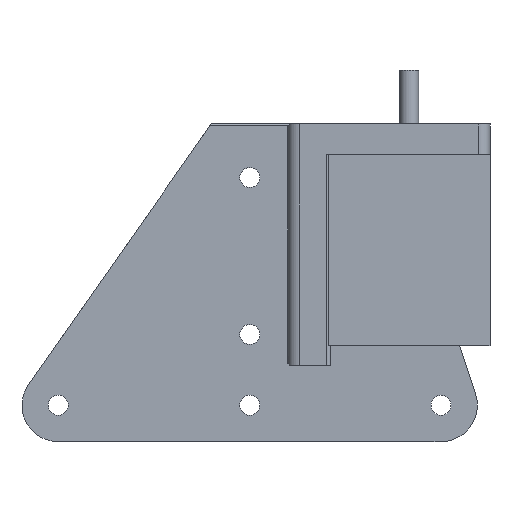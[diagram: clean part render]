
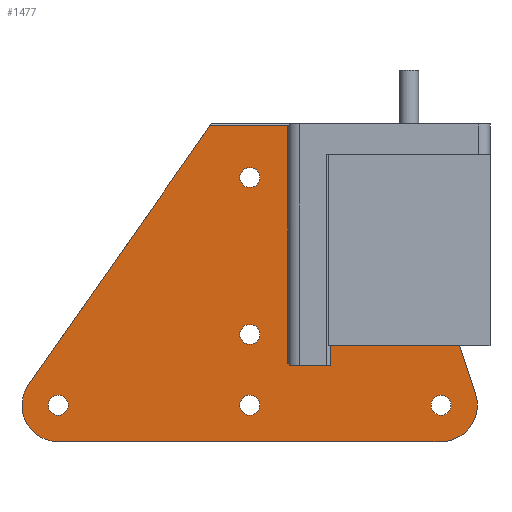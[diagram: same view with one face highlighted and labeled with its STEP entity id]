
A CAD part, left-side view. The second image highlights one B-rep face of the part: STEP entity #1477.
In plain terms, the highlighted planar face has unit normal (-1, 0, 0).
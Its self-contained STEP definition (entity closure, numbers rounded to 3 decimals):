
#55=FACE_BOUND('',#372,.T.);
#56=FACE_BOUND('',#373,.T.);
#57=FACE_BOUND('',#374,.T.);
#58=FACE_BOUND('',#375,.T.);
#59=FACE_BOUND('',#376,.T.);
#131=CIRCLE('',#1580,12.);
#155=CIRCLE('',#1612,2.6);
#156=CIRCLE('',#1613,2.6);
#160=CIRCLE('',#1620,2.6);
#161=CIRCLE('',#1621,2.6);
#165=CIRCLE('',#1628,2.6);
#169=CIRCLE('',#1635,2.6);
#173=CIRCLE('',#1642,2.6);
#174=CIRCLE('',#1644,9.5);
#175=CIRCLE('',#1647,9.5);
#264=FACE_OUTER_BOUND('',#371,.T.);
#371=EDGE_LOOP('',(#1226,#1227,#1228,#1229,#1230,#1231,#1232,#1233,#1234,
#1235,#1236,#1237));
#372=EDGE_LOOP('',(#1238,#1239));
#373=EDGE_LOOP('',(#1240,#1241));
#374=EDGE_LOOP('',(#1242));
#375=EDGE_LOOP('',(#1243));
#376=EDGE_LOOP('',(#1244));
#435=LINE('',#2474,#539);
#437=LINE('',#2482,#541);
#447=LINE('',#2619,#551);
#468=LINE('',#2683,#572);
#472=LINE('',#2697,#576);
#483=LINE('',#2744,#587);
#496=LINE('',#2831,#600);
#498=LINE('',#2837,#602);
#499=LINE('',#2839,#603);
#539=VECTOR('',#1737,10.);
#541=VECTOR('',#1747,10.);
#551=VECTOR('',#1779,10.);
#572=VECTOR('',#1834,10.);
#576=VECTOR('',#1848,10.);
#587=VECTOR('',#1895,10.);
#600=VECTOR('',#1998,10.);
#602=VECTOR('',#2006,10.);
#603=VECTOR('',#2009,10.);
#647=VERTEX_POINT('',#2472);
#648=VERTEX_POINT('',#2473);
#650=VERTEX_POINT('',#2480);
#662=VERTEX_POINT('',#2617);
#688=VERTEX_POINT('',#2682);
#689=VERTEX_POINT('',#2687);
#690=VERTEX_POINT('',#2688);
#693=VERTEX_POINT('',#2696);
#711=VERTEX_POINT('',#2742);
#720=VERTEX_POINT('',#2765);
#721=VERTEX_POINT('',#2767);
#725=VERTEX_POINT('',#2780);
#726=VERTEX_POINT('',#2782);
#730=VERTEX_POINT('',#2795);
#734=VERTEX_POINT('',#2808);
#738=VERTEX_POINT('',#2821);
#739=VERTEX_POINT('',#2825);
#740=VERTEX_POINT('',#2826);
#741=VERTEX_POINT('',#2833);
#787=EDGE_CURVE('',#647,#648,#435,.F.);
#792=EDGE_CURVE('',#650,#647,#437,.T.);
#811=EDGE_CURVE('',#662,#650,#447,.T.);
#842=EDGE_CURVE('',#648,#688,#468,.T.);
#845=EDGE_CURVE('',#689,#690,#131,.T.);
#849=EDGE_CURVE('',#690,#693,#472,.T.);
#874=EDGE_CURVE('',#711,#689,#483,.T.);
#885=EDGE_CURVE('',#721,#720,#155,.T.);
#886=EDGE_CURVE('',#720,#721,#156,.T.);
#892=EDGE_CURVE('',#726,#725,#160,.T.);
#893=EDGE_CURVE('',#725,#726,#161,.T.);
#899=EDGE_CURVE('',#730,#730,#165,.T.);
#905=EDGE_CURVE('',#734,#734,#169,.T.);
#911=EDGE_CURVE('',#738,#738,#173,.T.);
#912=EDGE_CURVE('',#739,#740,#174,.T.);
#915=EDGE_CURVE('',#740,#662,#496,.T.);
#916=EDGE_CURVE('',#693,#741,#175,.T.);
#918=EDGE_CURVE('',#741,#739,#498,.T.);
#919=EDGE_CURVE('',#688,#711,#499,.T.);
#1226=ORIENTED_EDGE('',*,*,#811,.F.);
#1227=ORIENTED_EDGE('',*,*,#915,.F.);
#1228=ORIENTED_EDGE('',*,*,#912,.F.);
#1229=ORIENTED_EDGE('',*,*,#918,.F.);
#1230=ORIENTED_EDGE('',*,*,#916,.F.);
#1231=ORIENTED_EDGE('',*,*,#849,.F.);
#1232=ORIENTED_EDGE('',*,*,#845,.F.);
#1233=ORIENTED_EDGE('',*,*,#874,.F.);
#1234=ORIENTED_EDGE('',*,*,#919,.F.);
#1235=ORIENTED_EDGE('',*,*,#842,.F.);
#1236=ORIENTED_EDGE('',*,*,#787,.F.);
#1237=ORIENTED_EDGE('',*,*,#792,.F.);
#1238=ORIENTED_EDGE('',*,*,#885,.T.);
#1239=ORIENTED_EDGE('',*,*,#886,.T.);
#1240=ORIENTED_EDGE('',*,*,#892,.T.);
#1241=ORIENTED_EDGE('',*,*,#893,.T.);
#1242=ORIENTED_EDGE('',*,*,#899,.T.);
#1243=ORIENTED_EDGE('',*,*,#905,.T.);
#1244=ORIENTED_EDGE('',*,*,#911,.T.);
#1417=PLANE('',#1650);
#1477=ADVANCED_FACE('',(#264,#55,#56,#57,#58,#59),#1417,.T.);
#1580=AXIS2_PLACEMENT_3D('',#2689,#1840,#1841);
#1612=AXIS2_PLACEMENT_3D('',#2768,#1920,#1921);
#1613=AXIS2_PLACEMENT_3D('',#2769,#1922,#1923);
#1620=AXIS2_PLACEMENT_3D('',#2783,#1938,#1939);
#1621=AXIS2_PLACEMENT_3D('',#2784,#1940,#1941);
#1628=AXIS2_PLACEMENT_3D('',#2797,#1956,#1957);
#1635=AXIS2_PLACEMENT_3D('',#2810,#1972,#1973);
#1642=AXIS2_PLACEMENT_3D('',#2823,#1988,#1989);
#1644=AXIS2_PLACEMENT_3D('',#2827,#1992,#1993);
#1647=AXIS2_PLACEMENT_3D('',#2834,#2001,#2002);
#1650=AXIS2_PLACEMENT_3D('',#2840,#2010,#2011);
#1737=DIRECTION('',(0.,0.707,0.707));
#1747=DIRECTION('',(0.,0.,-1.));
#1779=DIRECTION('',(0.,-1.,0.));
#1834=DIRECTION('',(0.,-1.,0.));
#1840=DIRECTION('center_axis',(-1.,0.,0.));
#1841=DIRECTION('ref_axis',(0.,0.811,0.585));
#1848=DIRECTION('',(0.,-0.316,-0.949));
#1895=DIRECTION('',(0.,-1.,0.));
#1920=DIRECTION('center_axis',(1.,0.,0.));
#1921=DIRECTION('ref_axis',(0.,1.,0.));
#1922=DIRECTION('center_axis',(1.,0.,0.));
#1923=DIRECTION('ref_axis',(0.,1.,0.));
#1938=DIRECTION('center_axis',(1.,0.,0.));
#1939=DIRECTION('ref_axis',(0.,1.,0.));
#1940=DIRECTION('center_axis',(1.,0.,0.));
#1941=DIRECTION('ref_axis',(0.,1.,0.));
#1956=DIRECTION('center_axis',(1.,0.,0.));
#1957=DIRECTION('ref_axis',(0.,1.,0.));
#1972=DIRECTION('center_axis',(1.,0.,0.));
#1973=DIRECTION('ref_axis',(0.,1.,0.));
#1988=DIRECTION('center_axis',(1.,0.,0.));
#1989=DIRECTION('ref_axis',(0.,1.,0.));
#1992=DIRECTION('center_axis',(1.,0.,0.));
#1993=DIRECTION('ref_axis',(0.,1.,0.));
#1998=DIRECTION('',(0.,-0.575,0.818));
#2001=DIRECTION('center_axis',(1.,0.,0.));
#2002=DIRECTION('ref_axis',(0.,1.,0.));
#2006=DIRECTION('',(0.,1.,0.));
#2009=DIRECTION('',(0.,0.,1.));
#2010=DIRECTION('center_axis',(-1.,0.,0.));
#2011=DIRECTION('ref_axis',(0.,1.,0.));
#2472=CARTESIAN_POINT('',(42.8,51.8,-54.5));
#2473=CARTESIAN_POINT('',(42.8,51.3,-55.));
#2474=CARTESIAN_POINT('',(42.8,51.55,-54.75));
#2480=CARTESIAN_POINT('',(42.8,51.8,7.5));
#2482=CARTESIAN_POINT('',(42.8,51.8,0.));
#2617=CARTESIAN_POINT('',(42.8,73.151,7.5));
#2619=CARTESIAN_POINT('',(42.8,24.225,7.5));
#2682=CARTESIAN_POINT('',(42.8,41.8,-55.));
#2683=CARTESIAN_POINT('',(42.8,56.425,-55.));
#2687=CARTESIAN_POINT('',(42.8,7.98,0.));
#2688=CARTESIAN_POINT('',(42.8,19.363,-15.797));
#2689=CARTESIAN_POINT('Origin',(42.8,7.98,-12.));
#2696=CARTESIAN_POINT('',(42.8,3.788,-62.494));
#2697=CARTESIAN_POINT('',(42.8,11.093,-40.592));
#2742=CARTESIAN_POINT('',(42.8,41.8,0.));
#2744=CARTESIAN_POINT('',(42.8,24.225,0.));
#2765=CARTESIAN_POINT('',(42.8,60.2,-47.));
#2767=CARTESIAN_POINT('',(42.8,65.4,-47.));
#2768=CARTESIAN_POINT('Origin',(42.8,62.8,-47.));
#2769=CARTESIAN_POINT('Origin',(42.8,62.8,-47.));
#2780=CARTESIAN_POINT('',(42.8,60.2,-6.));
#2782=CARTESIAN_POINT('',(42.8,65.4,-6.));
#2783=CARTESIAN_POINT('Origin',(42.8,62.8,-6.));
#2784=CARTESIAN_POINT('Origin',(42.8,62.8,-6.));
#2795=CARTESIAN_POINT('',(42.8,110.2,-65.5));
#2797=CARTESIAN_POINT('Origin',(42.8,112.8,-65.5));
#2808=CARTESIAN_POINT('',(42.8,10.2,-65.5));
#2810=CARTESIAN_POINT('Origin',(42.8,12.8,-65.5));
#2821=CARTESIAN_POINT('',(42.8,60.2,-65.5));
#2823=CARTESIAN_POINT('Origin',(42.8,62.8,-65.5));
#2825=CARTESIAN_POINT('',(42.8,112.8,-75.));
#2826=CARTESIAN_POINT('',(42.8,120.575,-60.041));
#2827=CARTESIAN_POINT('Origin',(42.8,112.8,-65.5));
#2831=CARTESIAN_POINT('',(42.8,80.907,-3.547));
#2833=CARTESIAN_POINT('',(42.8,12.8,-75.));
#2834=CARTESIAN_POINT('Origin',(42.8,12.8,-65.5));
#2837=CARTESIAN_POINT('',(42.8,87.8,-75.));
#2839=CARTESIAN_POINT('',(42.8,41.8,0.));
#2840=CARTESIAN_POINT('Origin',(42.8,27.3,0.));
